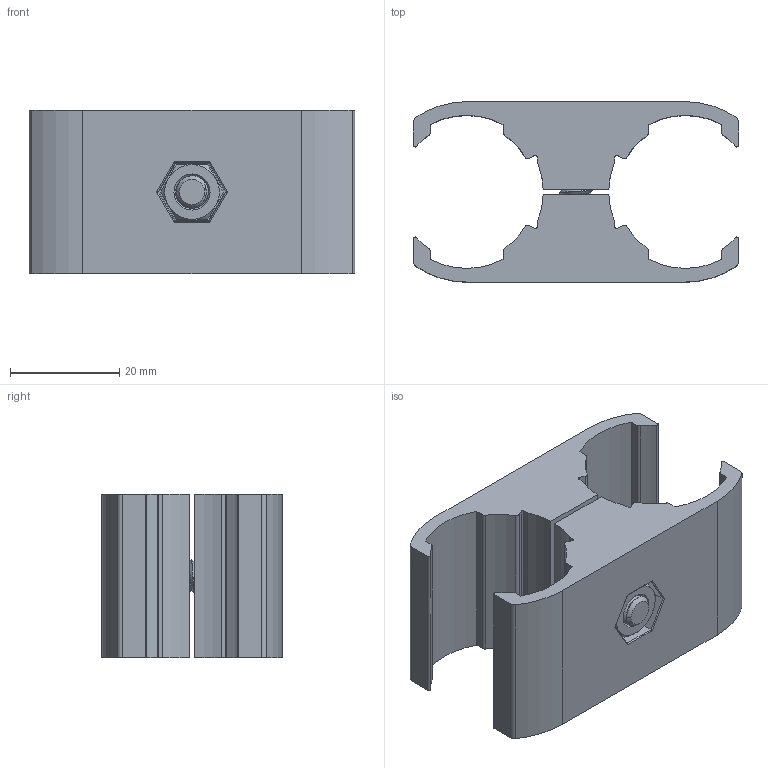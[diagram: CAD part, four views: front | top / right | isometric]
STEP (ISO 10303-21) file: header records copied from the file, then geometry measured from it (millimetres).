
FILE_DESCRIPTION (( 'STEP AP214' ), '1' );
FILE_NAME ('B388 Ñîåäèíèòåëü òðóáíûõ ïðîôèëåé Ô28 ïàðàëëåëüíûé.STEP', '2024-01-23T09:40:03', ( '' ), ( '' ), 'SwSTEP 2.0', 'SolidWorks 2022', '' );
FILE_SCHEMA (( 'AUTOMOTIVE_DESIGN' ));
Length unit declared in the file: millimetre
Products named in the file (1): B388 Соединитель трубных профилей Ф28 параллельный
Bounding box: 59.5 x 33 x 30 mm (x, y, z)
Volume: 25296.8 mm3; surface area: 13209 mm2
Topology: 4 solids, 4 shells, 227 faces, 608 edges, 393 vertices
Faces by surface type: cylinder 118, plane 60, cone 27, bspline 22
Entity records: 16100 total; most frequent: CARTESIAN_POINT 8225, ORIENTED_EDGE 1216, DIRECTION 944, EDGE_CURVE 608, VERTEX_POINT 393, AXIS2_PLACEMENT_3D 340, VECTOR 264, LINE 264
